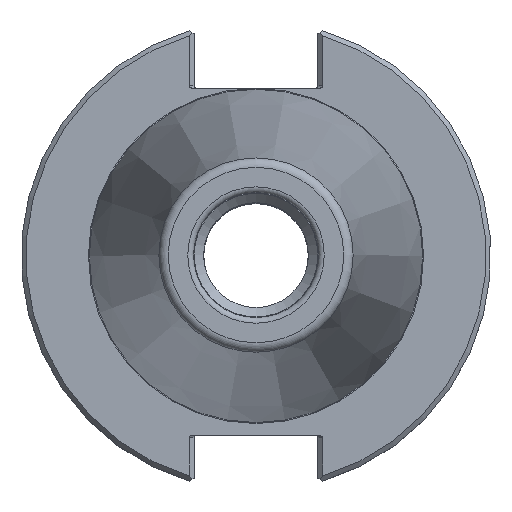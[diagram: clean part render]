
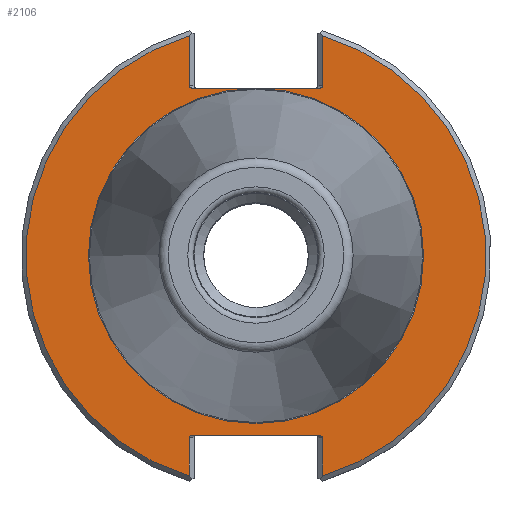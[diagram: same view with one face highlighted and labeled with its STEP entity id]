
A CAD part, top view. The second image highlights one B-rep face of the part: STEP entity #2106.
In plain terms, the highlighted planar face has unit normal (0, 0, 1).
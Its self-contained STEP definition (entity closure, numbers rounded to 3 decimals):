
#107=ELLIPSE('',#2227,0.707,0.5);
#108=ELLIPSE('',#2228,0.707,0.5);
#109=ELLIPSE('',#2230,0.707,0.5);
#110=ELLIPSE('',#2231,0.707,0.5);
#169=LINE('',#3075,#249);
#170=LINE('',#3079,#250);
#171=LINE('',#3083,#251);
#172=LINE('',#3087,#252);
#173=LINE('',#3091,#253);
#174=LINE('',#3095,#254);
#249=VECTOR('',#2495,1000.);
#250=VECTOR('',#2498,1000.);
#251=VECTOR('',#2501,1000.);
#252=VECTOR('',#2504,1000.);
#253=VECTOR('',#2507,1000.);
#254=VECTOR('',#2510,1000.);
#295=PLANE('',#2225);
#442=ORIENTED_EDGE('',*,*,#807,.T.);
#443=ORIENTED_EDGE('',*,*,#808,.T.);
#444=ORIENTED_EDGE('',*,*,#809,.T.);
#445=ORIENTED_EDGE('',*,*,#810,.F.);
#446=ORIENTED_EDGE('',*,*,#811,.T.);
#447=ORIENTED_EDGE('',*,*,#812,.T.);
#448=ORIENTED_EDGE('',*,*,#813,.T.);
#449=ORIENTED_EDGE('',*,*,#814,.T.);
#450=ORIENTED_EDGE('',*,*,#815,.T.);
#451=ORIENTED_EDGE('',*,*,#816,.F.);
#452=ORIENTED_EDGE('',*,*,#817,.T.);
#453=ORIENTED_EDGE('',*,*,#818,.T.);
#454=ORIENTED_EDGE('',*,*,#806,.F.);
#806=EDGE_CURVE('',#985,#985,#1067,.T.);
#807=EDGE_CURVE('',#986,#987,#1068,.T.);
#808=EDGE_CURVE('',#987,#988,#169,.T.);
#809=EDGE_CURVE('',#988,#989,#107,.F.);
#810=EDGE_CURVE('',#990,#989,#170,.T.);
#811=EDGE_CURVE('',#990,#991,#108,.F.);
#812=EDGE_CURVE('',#991,#992,#171,.T.);
#813=EDGE_CURVE('',#992,#993,#1069,.T.);
#814=EDGE_CURVE('',#993,#994,#172,.T.);
#815=EDGE_CURVE('',#994,#995,#109,.F.);
#816=EDGE_CURVE('',#996,#995,#173,.T.);
#817=EDGE_CURVE('',#996,#997,#110,.F.);
#818=EDGE_CURVE('',#997,#986,#174,.T.);
#985=VERTEX_POINT('',#3070);
#986=VERTEX_POINT('',#3073);
#987=VERTEX_POINT('',#3074);
#988=VERTEX_POINT('',#3076);
#989=VERTEX_POINT('',#3078);
#990=VERTEX_POINT('',#3080);
#991=VERTEX_POINT('',#3082);
#992=VERTEX_POINT('',#3084);
#993=VERTEX_POINT('',#3086);
#994=VERTEX_POINT('',#3088);
#995=VERTEX_POINT('',#3090);
#996=VERTEX_POINT('',#3092);
#997=VERTEX_POINT('',#3094);
#1067=CIRCLE('',#2224,35.117);
#1068=CIRCLE('',#2226,48.21);
#1069=CIRCLE('',#2229,48.21);
#1141=EDGE_LOOP('',(#442,#443,#444,#445,#446,#447,#448,#449,#450,#451,#452,
#453));
#1142=EDGE_LOOP('',(#454));
#1277=FACE_BOUND('',#1141,.T.);
#1278=FACE_BOUND('',#1142,.T.);
#2106=ADVANCED_FACE('',(#1277,#1278),#295,.T.);
#2224=AXIS2_PLACEMENT_3D('',#3069,#2489,#2490);
#2225=AXIS2_PLACEMENT_3D('',#3071,#2491,#2492);
#2226=AXIS2_PLACEMENT_3D('',#3072,#2493,#2494);
#2227=AXIS2_PLACEMENT_3D('',#3077,#2496,#2497);
#2228=AXIS2_PLACEMENT_3D('',#3081,#2499,#2500);
#2229=AXIS2_PLACEMENT_3D('',#3085,#2502,#2503);
#2230=AXIS2_PLACEMENT_3D('',#3089,#2505,#2506);
#2231=AXIS2_PLACEMENT_3D('',#3093,#2508,#2509);
#2489=DIRECTION('',(0.,0.,1.));
#2490=DIRECTION('',(1.,0.,0.));
#2491=DIRECTION('',(0.,0.,1.));
#2492=DIRECTION('',(1.,0.,0.));
#2493=DIRECTION('',(0.,0.,1.));
#2494=DIRECTION('',(1.,0.,0.));
#2495=DIRECTION('',(0.,1.,0.));
#2496=DIRECTION('',(0.,0.,1.));
#2497=DIRECTION('',(1.,0.,0.));
#2498=DIRECTION('',(-1.,0.,0.));
#2499=DIRECTION('',(0.,0.,1.));
#2500=DIRECTION('',(1.,0.,0.));
#2501=DIRECTION('',(0.,-1.,0.));
#2502=DIRECTION('',(0.,0.,1.));
#2503=DIRECTION('',(1.,0.,0.));
#2504=DIRECTION('',(0.,-1.,0.));
#2505=DIRECTION('',(0.,0.,1.));
#2506=DIRECTION('',(-1.,0.,0.));
#2507=DIRECTION('',(1.,0.,0.));
#2508=DIRECTION('',(0.,0.,1.));
#2509=DIRECTION('',(-1.,0.,0.));
#2510=DIRECTION('',(0.,1.,0.));
#3069=CARTESIAN_POINT('',(0.,0.,-3.175));
#3070=CARTESIAN_POINT('',(35.117,0.,-3.175));
#3071=CARTESIAN_POINT('',(35.117,0.,-3.175));
#3072=CARTESIAN_POINT('',(0.,0.,-3.175));
#3073=CARTESIAN_POINT('',(-13.955,46.146,-3.175));
#3074=CARTESIAN_POINT('',(-13.955,-46.146,-3.175));
#3075=CARTESIAN_POINT('',(-13.955,-37.57,-3.175));
#3076=CARTESIAN_POINT('',(-13.955,-38.07,-3.175));
#3077=CARTESIAN_POINT('',(-13.248,-38.07,-3.175));
#3078=CARTESIAN_POINT('',(-13.248,-37.57,-3.175));
#3079=CARTESIAN_POINT('',(12.955,-37.57,-3.175));
#3080=CARTESIAN_POINT('',(13.248,-37.57,-3.175));
#3081=CARTESIAN_POINT('',(13.248,-38.07,-3.175));
#3082=CARTESIAN_POINT('',(13.955,-38.07,-3.175));
#3083=CARTESIAN_POINT('',(13.955,-47.619,-3.175));
#3084=CARTESIAN_POINT('',(13.955,-46.146,-3.175));
#3085=CARTESIAN_POINT('',(0.,0.,-3.175));
#3086=CARTESIAN_POINT('',(13.955,46.146,-3.175));
#3087=CARTESIAN_POINT('',(13.955,35.16,-3.175));
#3088=CARTESIAN_POINT('',(13.955,35.66,-3.175));
#3089=CARTESIAN_POINT('',(13.248,35.66,-3.175));
#3090=CARTESIAN_POINT('',(13.248,35.16,-3.175));
#3091=CARTESIAN_POINT('',(-12.955,35.16,-3.175));
#3092=CARTESIAN_POINT('',(-13.248,35.16,-3.175));
#3093=CARTESIAN_POINT('',(-13.248,35.66,-3.175));
#3094=CARTESIAN_POINT('',(-13.955,35.66,-3.175));
#3095=CARTESIAN_POINT('',(-13.955,47.619,-3.175));
